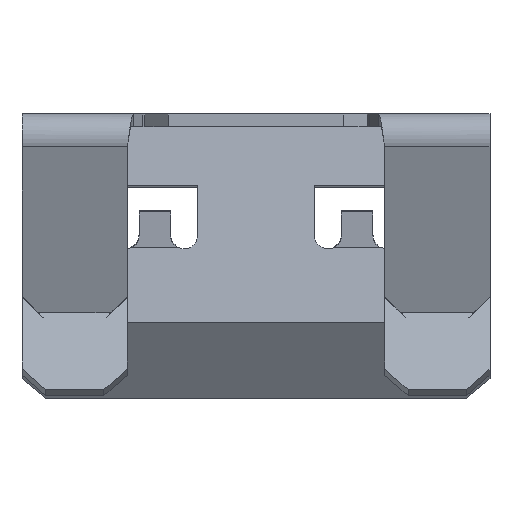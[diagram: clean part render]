
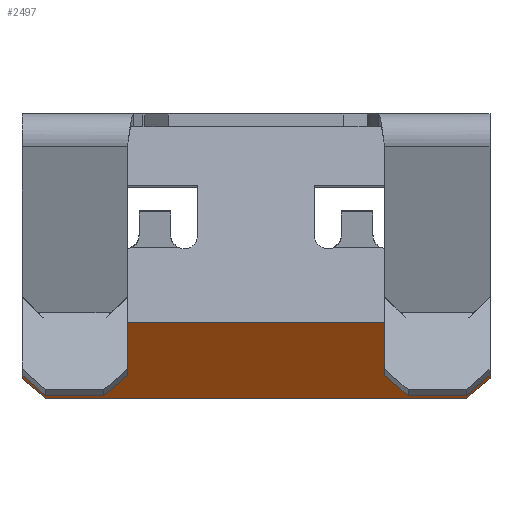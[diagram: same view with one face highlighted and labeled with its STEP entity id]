
A CAD part, front view. The second image highlights one B-rep face of the part: STEP entity #2497.
In plain terms, the highlighted planar face has unit normal (0, -0.819, -0.574).
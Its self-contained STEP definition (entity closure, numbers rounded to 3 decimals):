
#30 = CARTESIAN_POINT ( 'NONE',  ( 18., 30.556, -24.28 ) ) ;
#103 = DIRECTION ( 'NONE',  ( 1., 0., 0. ) ) ;
#137 = CARTESIAN_POINT ( 'NONE',  ( 20., 25.209, -16.644 ) ) ;
#153 = ORIENTED_EDGE ( 'NONE', *, *, #2625, .T. ) ;
#155 = DIRECTION ( 'NONE',  ( 0., 0.819, 0.574 ) ) ;
#159 = DIRECTION ( 'NONE',  ( 0.707, 0.406, -0.579 ) ) ;
#253 = AXIS2_PLACEMENT_3D ( 'NONE', #4148, #155, #4004 ) ;
#321 = VERTEX_POINT ( 'NONE', #137 ) ;
#391 = LINE ( 'NONE', #1446, #3651 ) ;
#435 = VECTOR ( 'NONE', #2347, 1000. ) ;
#448 = VERTEX_POINT ( 'NONE', #2731 ) ;
#503 = VERTEX_POINT ( 'NONE', #30 ) ;
#521 = LINE ( 'NONE', #1864, #713 ) ;
#659 = LINE ( 'NONE', #1013, #435 ) ;
#713 = VECTOR ( 'NONE', #1536, 1000. ) ;
#726 = CARTESIAN_POINT ( 'NONE',  ( -18.268, 26.2, -18.059 ) ) ;
#781 = LINE ( 'NONE', #2765, #3508 ) ;
#872 = EDGE_LOOP ( 'NONE', ( #4329, #2569, #3916, #3897, #153, #1401, #1645, #2815, #3519, #2100, #3047, #3691, #3790, #1091 ) ) ;
#881 = CARTESIAN_POINT ( 'NONE',  ( 20., 26.048, -17.842 ) ) ;
#935 = VERTEX_POINT ( 'NONE', #3518 ) ;
#985 = VERTEX_POINT ( 'NONE', #2137 ) ;
#1013 = CARTESIAN_POINT ( 'NONE',  ( -18., 26.541, -18.546 ) ) ;
#1091 = ORIENTED_EDGE ( 'NONE', *, *, #1269, .T. ) ;
#1104 = VERTEX_POINT ( 'NONE', #1337 ) ;
#1214 = LINE ( 'NONE', #881, #3838 ) ;
#1216 = EDGE_CURVE ( 'NONE', #448, #4322, #1214, .T. ) ;
#1226 = DIRECTION ( 'NONE',  ( 0., 0.574, -0.819 ) ) ;
#1269 = EDGE_CURVE ( 'NONE', #3329, #935, #1785, .T. ) ;
#1337 = CARTESIAN_POINT ( 'NONE',  ( -18., 26.541, -18.546 ) ) ;
#1378 = EDGE_CURVE ( 'NONE', #503, #2559, #1636, .T. ) ;
#1401 = ORIENTED_EDGE ( 'NONE', *, *, #4209, .T. ) ;
#1429 = CARTESIAN_POINT ( 'NONE',  ( -18.164, 26.35, -18.273 ) ) ;
#1446 = CARTESIAN_POINT ( 'NONE',  ( 20.038, 25.183, -16.606 ) ) ;
#1478 = FACE_OUTER_BOUND ( 'NONE', #872, .T. ) ;
#1491 = VECTOR ( 'NONE', #1848, 1000. ) ;
#1536 = DIRECTION ( 'NONE',  ( 0., -0.574, 0.819 ) ) ;
#1557 = LINE ( 'NONE', #2892, #3159 ) ;
#1564 = VERTEX_POINT ( 'NONE', #3210 ) ;
#1604 = VECTOR ( 'NONE', #2969, 1000. ) ;
#1608 = B_SPLINE_CURVE_WITH_KNOTS ( 'NONE', 3,
 ( #3058, #2034, #1683, #3341 ),
 .UNSPECIFIED., .F., .F.,
 ( 4, 4 ),
 ( 0.006, 0.007 ),
 .UNSPECIFIED. ) ;
#1636 = LINE ( 'NONE', #3267, #1604 ) ;
#1645 = ORIENTED_EDGE ( 'NONE', *, *, #2399, .T. ) ;
#1649 = EDGE_CURVE ( 'NONE', #3103, #4322, #2239, .T. ) ;
#1653 = DIRECTION ( 'NONE',  ( 0.64, 0.441, -0.629 ) ) ;
#1683 = CARTESIAN_POINT ( 'NONE',  ( 18.268, 26.2, -18.059 ) ) ;
#1758 = CARTESIAN_POINT ( 'NONE',  ( -18.06, 26.499, -18.486 ) ) ;
#1785 = LINE ( 'NONE', #4130, #2511 ) ;
#1848 = DIRECTION ( 'NONE',  ( -0.64, -0.441, 0.629 ) ) ;
#1864 = CARTESIAN_POINT ( 'NONE',  ( 20., 16.79, -4.62 ) ) ;
#1867 = LINE ( 'NONE', #3524, #2285 ) ;
#1910 = CARTESIAN_POINT ( 'NONE',  ( 20., 29.409, -22.641 ) ) ;
#2034 = CARTESIAN_POINT ( 'NONE',  ( 18.164, 26.35, -18.273 ) ) ;
#2100 = ORIENTED_EDGE ( 'NONE', *, *, #3604, .T. ) ;
#2133 = VERTEX_POINT ( 'NONE', #3125 ) ;
#2137 = CARTESIAN_POINT ( 'NONE',  ( 18.06, 26.499, -18.486 ) ) ;
#2173 = DIRECTION ( 'NONE',  ( -1., 0., 0. ) ) ;
#2237 = LINE ( 'NONE', #2546, #1491 ) ;
#2239 = B_SPLINE_CURVE_WITH_KNOTS ( 'NONE', 3,
 ( #1758, #1429, #726, #3742 ),
 .UNSPECIFIED., .F., .F.,
 ( 4, 4 ),
 ( 0., 0.001 ),
 .UNSPECIFIED. ) ;
#2242 = CARTESIAN_POINT ( 'NONE',  ( 20., 25.164, -16.58 ) ) ;
#2243 = VERTEX_POINT ( 'NONE', #2273 ) ;
#2255 = CARTESIAN_POINT ( 'NONE',  ( -18.06, 26.499, -18.486 ) ) ;
#2273 = CARTESIAN_POINT ( 'NONE',  ( -20., 25.209, -16.644 ) ) ;
#2285 = VECTOR ( 'NONE', #2875, 1000. ) ;
#2344 = CARTESIAN_POINT ( 'NONE',  ( 18.038, 26.559, -18.572 ) ) ;
#2347 = DIRECTION ( 'NONE',  ( -0.768, 0.367, -0.524 ) ) ;
#2390 = DIRECTION ( 'NONE',  ( -0.64, 0.441, -0.629 ) ) ;
#2399 = EDGE_CURVE ( 'NONE', #985, #448, #1608, .T. ) ;
#2461 = VECTOR ( 'NONE', #1653, 1000. ) ;
#2497 = ADVANCED_FACE ( 'NONE', ( #1478 ), #2813, .F. ) ;
#2511 = VECTOR ( 'NONE', #159, 1000. ) ;
#2528 = LINE ( 'NONE', #2242, #3197 ) ;
#2546 = CARTESIAN_POINT ( 'NONE',  ( -20.038, 25.183, -16.606 ) ) ;
#2559 = VERTEX_POINT ( 'NONE', #1910 ) ;
#2569 = ORIENTED_EDGE ( 'NONE', *, *, #1378, .T. ) ;
#2625 = EDGE_CURVE ( 'NONE', #3128, #1564, #1867, .T. ) ;
#2731 = CARTESIAN_POINT ( 'NONE',  ( 18.358, 26.048, -17.842 ) ) ;
#2765 = CARTESIAN_POINT ( 'NONE',  ( 20., 30.556, -24.28 ) ) ;
#2813 = PLANE ( 'NONE',  #253 ) ;
#2815 = ORIENTED_EDGE ( 'NONE', *, *, #1216, .T. ) ;
#2875 = DIRECTION ( 'NONE',  ( -0.768, -0.367, 0.524 ) ) ;
#2892 = CARTESIAN_POINT ( 'NONE',  ( -20., 30.556, -24.28 ) ) ;
#2969 = DIRECTION ( 'NONE',  ( 0.707, -0.406, 0.579 ) ) ;
#2970 = CARTESIAN_POINT ( 'NONE',  ( -18.358, 26.048, -17.842 ) ) ;
#3047 = ORIENTED_EDGE ( 'NONE', *, *, #3357, .T. ) ;
#3058 = CARTESIAN_POINT ( 'NONE',  ( 18.06, 26.499, -18.486 ) ) ;
#3103 = VERTEX_POINT ( 'NONE', #2255 ) ;
#3125 = CARTESIAN_POINT ( 'NONE',  ( -18.038, 26.559, -18.572 ) ) ;
#3128 = VERTEX_POINT ( 'NONE', #2344 ) ;
#3159 = VECTOR ( 'NONE', #1226, 1000. ) ;
#3166 = EDGE_CURVE ( 'NONE', #935, #503, #781, .T. ) ;
#3197 = VECTOR ( 'NONE', #3620, 1000. ) ;
#3210 = CARTESIAN_POINT ( 'NONE',  ( 18., 26.541, -18.546 ) ) ;
#3219 = EDGE_CURVE ( 'NONE', #321, #3128, #391, .T. ) ;
#3267 = CARTESIAN_POINT ( 'NONE',  ( 18., 30.556, -24.28 ) ) ;
#3329 = VERTEX_POINT ( 'NONE', #3801 ) ;
#3333 = LINE ( 'NONE', #3375, #2461 ) ;
#3341 = CARTESIAN_POINT ( 'NONE',  ( 18.358, 26.048, -17.842 ) ) ;
#3357 = EDGE_CURVE ( 'NONE', #1104, #2133, #659, .T. ) ;
#3375 = CARTESIAN_POINT ( 'NONE',  ( -20., 25.164, -16.58 ) ) ;
#3484 = EDGE_CURVE ( 'NONE', #2133, #2243, #2237, .T. ) ;
#3508 = VECTOR ( 'NONE', #103, 1000. ) ;
#3518 = CARTESIAN_POINT ( 'NONE',  ( -18., 30.556, -24.28 ) ) ;
#3519 = ORIENTED_EDGE ( 'NONE', *, *, #1649, .F. ) ;
#3524 = CARTESIAN_POINT ( 'NONE',  ( 18., 26.541, -18.546 ) ) ;
#3604 = EDGE_CURVE ( 'NONE', #3103, #1104, #3333, .T. ) ;
#3620 = DIRECTION ( 'NONE',  ( 0.64, -0.441, 0.629 ) ) ;
#3651 = VECTOR ( 'NONE', #2390, 1000. ) ;
#3691 = ORIENTED_EDGE ( 'NONE', *, *, #3484, .T. ) ;
#3742 = CARTESIAN_POINT ( 'NONE',  ( -18.358, 26.048, -17.842 ) ) ;
#3790 = ORIENTED_EDGE ( 'NONE', *, *, #3903, .T. ) ;
#3801 = CARTESIAN_POINT ( 'NONE',  ( -20., 29.409, -22.641 ) ) ;
#3838 = VECTOR ( 'NONE', #2173, 1000. ) ;
#3888 = EDGE_CURVE ( 'NONE', #2559, #321, #521, .T. ) ;
#3897 = ORIENTED_EDGE ( 'NONE', *, *, #3219, .T. ) ;
#3903 = EDGE_CURVE ( 'NONE', #2243, #3329, #1557, .T. ) ;
#3916 = ORIENTED_EDGE ( 'NONE', *, *, #3888, .T. ) ;
#4004 = DIRECTION ( 'NONE',  ( 1., 0., 0. ) ) ;
#4130 = CARTESIAN_POINT ( 'NONE',  ( -20., 29.409, -22.641 ) ) ;
#4148 = CARTESIAN_POINT ( 'NONE',  ( 20., 16.79, -4.62 ) ) ;
#4209 = EDGE_CURVE ( 'NONE', #1564, #985, #2528, .T. ) ;
#4322 = VERTEX_POINT ( 'NONE', #2970 ) ;
#4329 = ORIENTED_EDGE ( 'NONE', *, *, #3166, .T. ) ;
